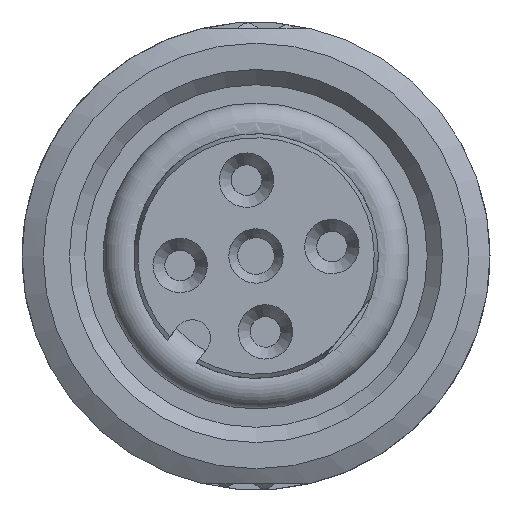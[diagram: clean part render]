
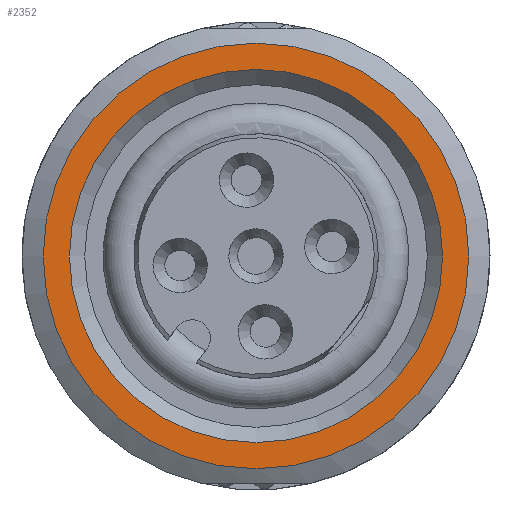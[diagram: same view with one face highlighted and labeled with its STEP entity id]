
A CAD part, front view. The second image highlights one B-rep face of the part: STEP entity #2352.
In plain terms, the highlighted planar face has unit normal (0, -1, 0).
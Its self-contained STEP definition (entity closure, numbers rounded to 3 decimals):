
#2352=ADVANCED_FACE('',(#2899,#2900),#2715,.T.);
#2715=PLANE('',#8431);
#2899=FACE_BOUND('',#3129,.T.);
#2900=FACE_BOUND('',#3130,.T.);
#3129=EDGE_LOOP('',(#4393));
#3130=EDGE_LOOP('',(#4394));
#4393=ORIENTED_EDGE('',*,*,#7206,.T.);
#4394=ORIENTED_EDGE('',*,*,#6986,.F.);
#6144=VERTEX_POINT('',#12597);
#6222=VERTEX_POINT('',#13040);
#6986=EDGE_CURVE('',#6144,#6144,#8005,.T.);
#7206=EDGE_CURVE('',#6222,#6222,#8045,.T.);
#8005=CIRCLE('',#8247,6.957);
#8045=CIRCLE('',#8430,6.1);
#8247=AXIS2_PLACEMENT_3D('',#12596,#9021,#9022);
#8430=AXIS2_PLACEMENT_3D('',#13039,#9566,#9567);
#8431=AXIS2_PLACEMENT_3D('',#13041,#9568,#9569);
#9021=DIRECTION('',(0.,1.,0.));
#9022=DIRECTION('',(-1.,0.,0.));
#9566=DIRECTION('',(0.,1.,0.));
#9567=DIRECTION('',(0.,0.,1.));
#9568=DIRECTION('',(0.,-1.,0.));
#9569=DIRECTION('',(1.,0.,0.));
#12596=CARTESIAN_POINT('',(71.75,-1010.739,-6.95));
#12597=CARTESIAN_POINT('',(64.793,-1010.739,-6.95));
#13039=CARTESIAN_POINT('',(71.75,-1010.739,-6.95));
#13040=CARTESIAN_POINT('',(71.75,-1010.739,-0.85));
#13041=CARTESIAN_POINT('',(64.097,-1010.739,-14.603));
